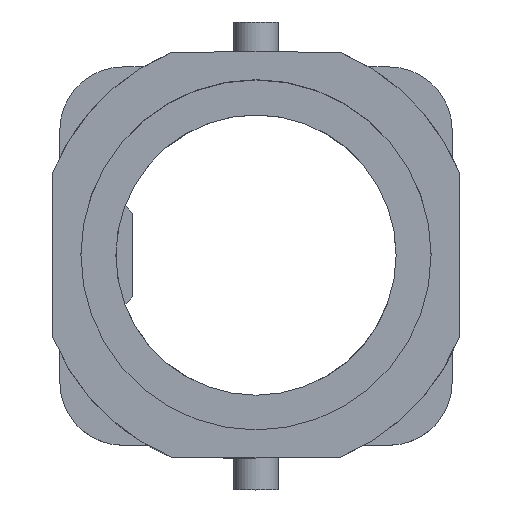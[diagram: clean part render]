
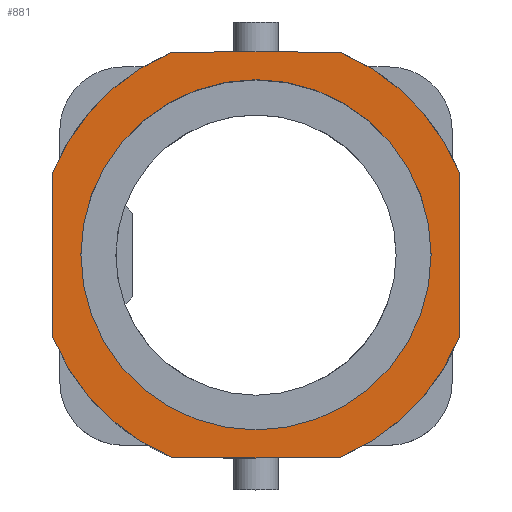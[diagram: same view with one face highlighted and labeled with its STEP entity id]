
A CAD part, top view. The second image highlights one B-rep face of the part: STEP entity #881.
In plain terms, the highlighted planar face has unit normal (0, 0, 1).
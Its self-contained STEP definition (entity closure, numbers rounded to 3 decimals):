
#881=ADVANCED_FACE('',(#2126,#2127),#1077,.F.);
#1077=PLANE('',#4460);
#1411=LINE('',#5961,#1808);
#1412=LINE('',#5964,#1809);
#1413=LINE('',#5968,#1810);
#1414=LINE('',#5972,#1811);
#1415=LINE('',#5974,#1812);
#1416=LINE('',#5978,#1813);
#1808=VECTOR('',#4817,1.);
#1809=VECTOR('',#4818,1.);
#1810=VECTOR('',#4821,1.);
#1811=VECTOR('',#4824,1.);
#1812=VECTOR('',#4825,1.);
#1813=VECTOR('',#4828,1.);
#2126=FACE_BOUND('',#2185,.T.);
#2127=FACE_BOUND('',#2186,.T.);
#2185=EDGE_LOOP('',(#2536));
#2186=EDGE_LOOP('',(#2537,#2538,#2539,#2540,#2541,#2542,#2543,#2544,#2545,
#2546));
#2536=ORIENTED_EDGE('',*,*,#3895,.T.);
#2537=ORIENTED_EDGE('',*,*,#3896,.T.);
#2538=ORIENTED_EDGE('',*,*,#3897,.T.);
#2539=ORIENTED_EDGE('',*,*,#3898,.F.);
#2540=ORIENTED_EDGE('',*,*,#3899,.F.);
#2541=ORIENTED_EDGE('',*,*,#3900,.F.);
#2542=ORIENTED_EDGE('',*,*,#3901,.F.);
#2543=ORIENTED_EDGE('',*,*,#3902,.T.);
#2544=ORIENTED_EDGE('',*,*,#3903,.T.);
#2545=ORIENTED_EDGE('',*,*,#3904,.T.);
#2546=ORIENTED_EDGE('',*,*,#3905,.T.);
#3545=VERTEX_POINT('',#5960);
#3546=VERTEX_POINT('',#5962);
#3547=VERTEX_POINT('',#5963);
#3548=VERTEX_POINT('',#5965);
#3549=VERTEX_POINT('',#5967);
#3550=VERTEX_POINT('',#5969);
#3551=VERTEX_POINT('',#5971);
#3552=VERTEX_POINT('',#5973);
#3553=VERTEX_POINT('',#5975);
#3554=VERTEX_POINT('',#5977);
#3555=VERTEX_POINT('',#5979);
#3895=EDGE_CURVE('',#3545,#3545,#4278,.T.);
#3896=EDGE_CURVE('',#3546,#3547,#1411,.T.);
#3897=EDGE_CURVE('',#3547,#3548,#1412,.T.);
#3898=EDGE_CURVE('',#3549,#3548,#4279,.T.);
#3899=EDGE_CURVE('',#3550,#3549,#1413,.T.);
#3900=EDGE_CURVE('',#3551,#3550,#4280,.T.);
#3901=EDGE_CURVE('',#3552,#3551,#1414,.T.);
#3902=EDGE_CURVE('',#3552,#3553,#1415,.T.);
#3903=EDGE_CURVE('',#3553,#3554,#4281,.T.);
#3904=EDGE_CURVE('',#3554,#3555,#1416,.T.);
#3905=EDGE_CURVE('',#3555,#3546,#4282,.T.);
#4278=CIRCLE('',#4455,12.5);
#4279=CIRCLE('',#4456,15.65);
#4280=CIRCLE('',#4457,15.65);
#4281=CIRCLE('',#4458,15.65);
#4282=CIRCLE('',#4459,15.65);
#4455=AXIS2_PLACEMENT_3D('',#5959,#4815,#4816);
#4456=AXIS2_PLACEMENT_3D('',#5966,#4819,#4820);
#4457=AXIS2_PLACEMENT_3D('',#5970,#4822,#4823);
#4458=AXIS2_PLACEMENT_3D('',#5976,#4826,#4827);
#4459=AXIS2_PLACEMENT_3D('',#5980,#4829,#4830);
#4460=AXIS2_PLACEMENT_3D('',#5981,#4831,#4832);
#4815=DIRECTION('',(0.,0.,-1.));
#4816=DIRECTION('',(-1.,0.,0.));
#4817=DIRECTION('',(1.,-0.009,0.));
#4818=DIRECTION('',(1.,0.009,0.));
#4819=DIRECTION('',(0.,0.,-1.));
#4820=DIRECTION('',(-1.,0.,0.));
#4821=DIRECTION('',(0.,-1.,0.));
#4822=DIRECTION('',(0.,0.,-1.));
#4823=DIRECTION('',(-1.,0.,0.));
#4824=DIRECTION('',(1.,-0.009,0.));
#4825=DIRECTION('',(-1.,-0.009,0.));
#4826=DIRECTION('',(0.,0.,1.));
#4827=DIRECTION('',(-1.,0.,0.));
#4828=DIRECTION('',(0.,-1.,0.));
#4829=DIRECTION('',(0.,0.,1.));
#4830=DIRECTION('',(-1.,0.,0.));
#4831=DIRECTION('',(0.,0.,-1.));
#4832=DIRECTION('',(-1.,0.,0.));
#5959=CARTESIAN_POINT('',(0.,0.,45.5));
#5960=CARTESIAN_POINT('',(-12.5,0.,45.5));
#5961=CARTESIAN_POINT('',(14.499,-14.627,45.5));
#5962=CARTESIAN_POINT('',(-6.016,-14.447,45.5));
#5963=CARTESIAN_POINT('',(0.,-14.5,45.5));
#5964=CARTESIAN_POINT('',(14.499,-14.373,45.5));
#5965=CARTESIAN_POINT('',(6.016,-14.447,45.5));
#5966=CARTESIAN_POINT('',(0.,0.,45.5));
#5967=CARTESIAN_POINT('',(14.5,-5.888,45.5));
#5968=CARTESIAN_POINT('',(14.5,-14.5,45.5));
#5969=CARTESIAN_POINT('',(14.5,5.888,45.5));
#5970=CARTESIAN_POINT('',(0.,0.,45.5));
#5971=CARTESIAN_POINT('',(6.016,14.447,45.5));
#5972=CARTESIAN_POINT('',(0.,14.5,45.5));
#5973=CARTESIAN_POINT('',(0.,14.5,45.5));
#5974=CARTESIAN_POINT('',(14.246,14.624,45.5));
#5975=CARTESIAN_POINT('',(-6.016,14.447,45.5));
#5976=CARTESIAN_POINT('',(0.,0.,45.5));
#5977=CARTESIAN_POINT('',(-14.5,5.888,45.5));
#5978=CARTESIAN_POINT('',(-14.5,0.,45.5));
#5979=CARTESIAN_POINT('',(-14.5,-5.888,45.5));
#5980=CARTESIAN_POINT('',(0.,0.,45.5));
#5981=CARTESIAN_POINT('',(14.5,-14.5,45.5));
